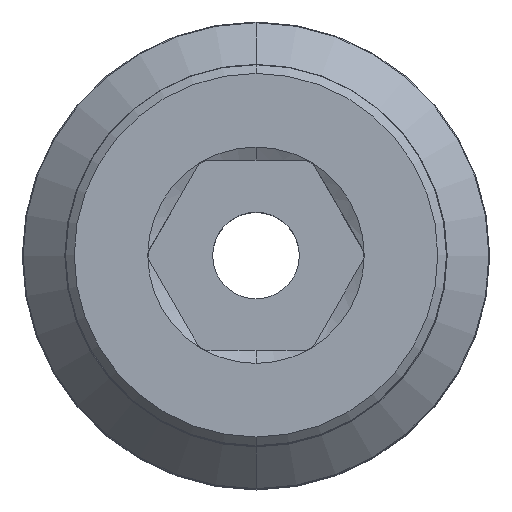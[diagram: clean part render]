
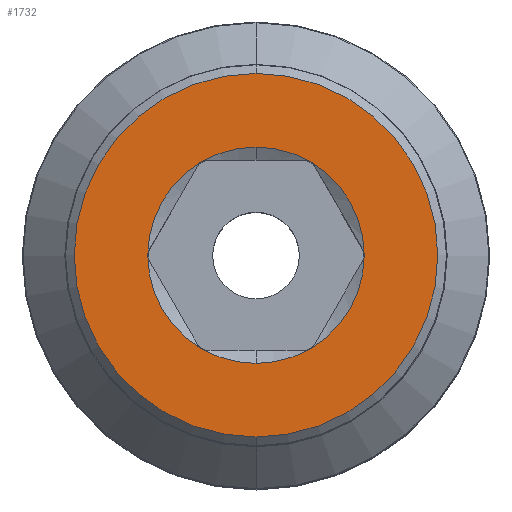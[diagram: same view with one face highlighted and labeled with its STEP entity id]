
A CAD part, top view. The second image highlights one B-rep face of the part: STEP entity #1732.
In plain terms, the highlighted planar face has unit normal (0, 0, 1).
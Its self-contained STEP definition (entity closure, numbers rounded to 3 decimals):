
#415=CARTESIAN_POINT('',(0.,0.,70.));
#416=DIRECTION('',(0.,0.,1.));
#417=DIRECTION('',(0.,-1.,0.));
#418=AXIS2_PLACEMENT_3D('',#415,#416,#417);
#423=CARTESIAN_POINT('',(0.,0.,70.));
#424=DIRECTION('',(0.,0.,1.));
#425=DIRECTION('',(0.,1.,0.));
#426=AXIS2_PLACEMENT_3D('',#423,#424,#425);
#431=CARTESIAN_POINT('',(0.,0.,70.));
#432=DIRECTION('',(0.,0.,1.));
#433=DIRECTION('',(0.,1.,0.));
#434=AXIS2_PLACEMENT_3D('',#431,#432,#433);
#439=CARTESIAN_POINT('',(0.,0.,70.));
#440=DIRECTION('',(0.,0.,1.));
#441=DIRECTION('',(0.,-1.,0.));
#442=AXIS2_PLACEMENT_3D('',#439,#440,#441);
#1357=CARTESIAN_POINT('',(0.,-21.,70.));
#1358=CARTESIAN_POINT('',(0.,21.,70.));
#1359=VERTEX_POINT('',#1357);
#1360=VERTEX_POINT('',#1358);
#1405=CARTESIAN_POINT('',(0.,12.5,70.));
#1406=CARTESIAN_POINT('',(0.,-12.5,70.));
#1407=VERTEX_POINT('',#1405);
#1408=VERTEX_POINT('',#1406);
#1716=CARTESIAN_POINT('',(0.,0.,70.));
#1717=DIRECTION('',(0.,0.,-1.));
#1718=DIRECTION('',(0.,-1.,0.));
#1719=AXIS2_PLACEMENT_3D('',#1716,#1717,#1718);
#1720=PLANE('',#1719);
#1721=ORIENTED_EDGE('',*,*,#1706,.F.);
#1723=ORIENTED_EDGE('',*,*,#1722,.F.);
#1724=EDGE_LOOP('',(#1721,#1723));
#1725=FACE_OUTER_BOUND('',#1724,.F.);
#1727=ORIENTED_EDGE('',*,*,#1726,.T.);
#1729=ORIENTED_EDGE('',*,*,#1728,.T.);
#1730=EDGE_LOOP('',(#1727,#1729));
#1731=FACE_BOUND('',#1730,.F.);
#1732=ADVANCED_FACE('',(#1725,#1731),#1720,.F.);
#419=CIRCLE('',#418,21.);
#427=CIRCLE('',#426,21.);
#435=CIRCLE('',#434,12.5);
#443=CIRCLE('',#442,12.5);
#1706=EDGE_CURVE('',#1359,#1360,#419,.T.);
#1722=EDGE_CURVE('',#1360,#1359,#427,.T.);
#1726=EDGE_CURVE('',#1407,#1408,#435,.T.);
#1728=EDGE_CURVE('',#1408,#1407,#443,.T.);
